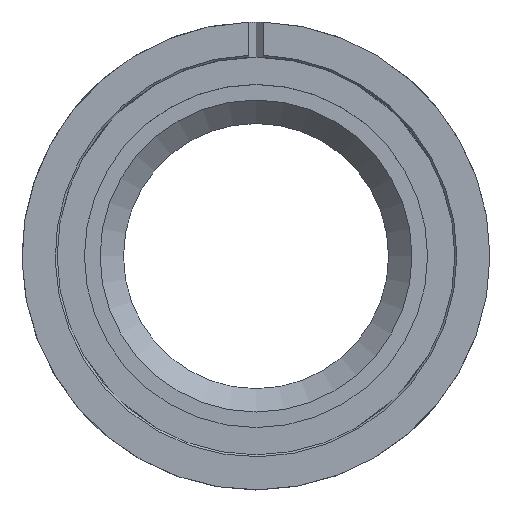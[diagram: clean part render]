
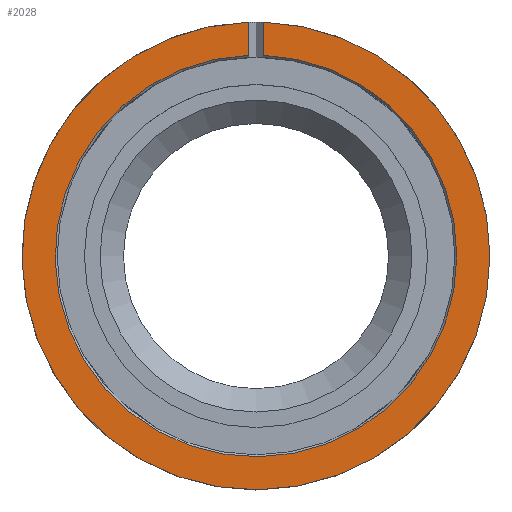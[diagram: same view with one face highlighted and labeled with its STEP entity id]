
A CAD part, top view. The second image highlights one B-rep face of the part: STEP entity #2028.
In plain terms, the highlighted planar face has unit normal (0, 0, 1).
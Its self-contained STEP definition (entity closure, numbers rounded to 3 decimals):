
#1102=CARTESIAN_POINT('',(129.999,-249.998,27.));
#1103=VERTEX_POINT('',#1102);
#1120=CARTESIAN_POINT('',(98.999,-220.015,27.));
#1121=VERTEX_POINT('',#1120);
#1122=CARTESIAN_POINT('',(99.999,-249.998,27.));
#1123=DIRECTION('',(-0.,-0.,-1.));
#1124=DIRECTION('',(1.,0.,-0.));
#1125=AXIS2_PLACEMENT_3D('',#1122,#1123,#1124);
#1126=CIRCLE('',#1125,30.);
#1127=EDGE_CURVE('',#1103,#1121,#1126,.T.);
#1138=CARTESIAN_POINT('',(100.999,-220.015,27.));
#1139=VERTEX_POINT('',#1138);
#1147=CARTESIAN_POINT('',(99.999,-249.998,27.));
#1148=DIRECTION('',(-0.,-0.,-1.));
#1149=DIRECTION('',(1.,0.,-0.));
#1150=AXIS2_PLACEMENT_3D('',#1147,#1148,#1149);
#1151=CIRCLE('',#1150,30.);
#1152=EDGE_CURVE('',#1139,#1103,#1151,.T.);
#1987=CARTESIAN_POINT('',(0.,0.,27.));
#1988=DIRECTION('',(0.,0.,1.));
#1989=DIRECTION('',(0.,-1.,0.));
#1990=AXIS2_PLACEMENT_3D('',#1987,#1988,#1989);
#1991=PLANE('',#1990);
#1992=CARTESIAN_POINT('',(98.999,-224.27,27.));
#1993=VERTEX_POINT('',#1992);
#1994=CARTESIAN_POINT('',(98.999,-220.015,27.));
#1995=DIRECTION('',(0.,-1.,0.));
#1996=VECTOR('',#1995,4.255);
#1997=LINE('',#1994,#1996);
#1998=EDGE_CURVE('',#1121,#1993,#1997,.T.);
#1999=ORIENTED_EDGE('',*,*,#1998,.F.);
#2000=ORIENTED_EDGE('',*,*,#1127,.F.);
#2001=ORIENTED_EDGE('',*,*,#1152,.F.);
#2002=CARTESIAN_POINT('',(100.999,-224.27,27.));
#2003=VERTEX_POINT('',#2002);
#2004=CARTESIAN_POINT('',(100.999,-224.27,27.));
#2005=DIRECTION('',(0.,1.,0.));
#2006=VECTOR('',#2005,4.255);
#2007=LINE('',#2004,#2006);
#2008=EDGE_CURVE('',#2003,#1139,#2007,.T.);
#2009=ORIENTED_EDGE('',*,*,#2008,.F.);
#2010=CARTESIAN_POINT('',(125.748,-250.,27.));
#2011=VERTEX_POINT('',#2010);
#2012=CARTESIAN_POINT('',(99.998,-250.,27.));
#2013=DIRECTION('',(-0.,-0.,-1.));
#2014=DIRECTION('',(1.,0.,-0.));
#2015=AXIS2_PLACEMENT_3D('',#2012,#2013,#2014);
#2016=CIRCLE('',#2015,25.75);
#2017=EDGE_CURVE('',#2003,#2011,#2016,.T.);
#2018=ORIENTED_EDGE('',*,*,#2017,.T.);
#2019=CARTESIAN_POINT('',(99.998,-250.,27.));
#2020=DIRECTION('',(-0.,-0.,-1.));
#2021=DIRECTION('',(1.,0.,-0.));
#2022=AXIS2_PLACEMENT_3D('',#2019,#2020,#2021);
#2023=CIRCLE('',#2022,25.75);
#2024=EDGE_CURVE('',#2011,#1993,#2023,.T.);
#2025=ORIENTED_EDGE('',*,*,#2024,.T.);
#2026=EDGE_LOOP('',(#1999,#2000,#2001,#2009,#2018,#2025));
#2027=FACE_BOUND('',#2026,.T.);
#2028=ADVANCED_FACE('',(#2027),#1991,.T.);
